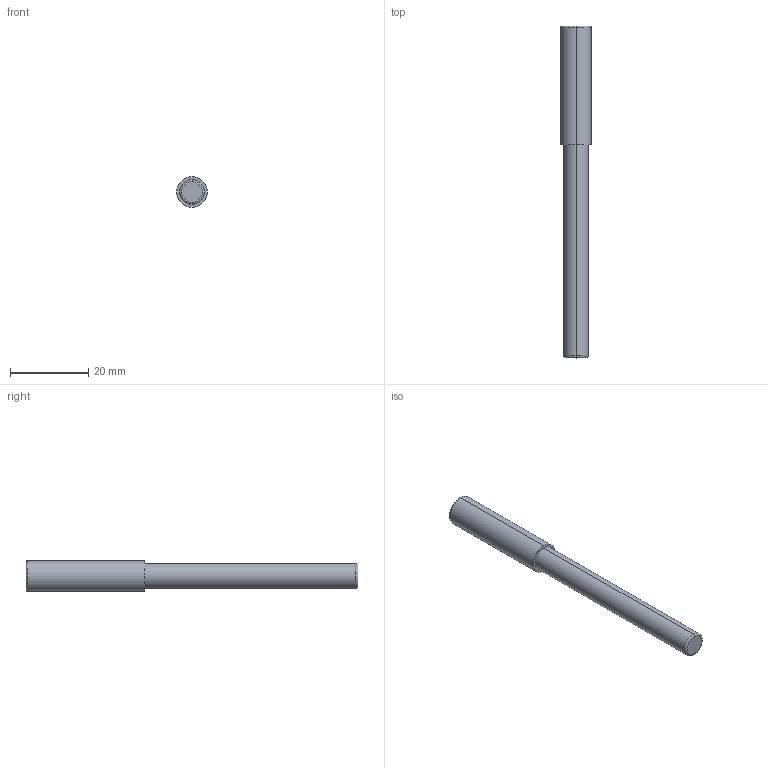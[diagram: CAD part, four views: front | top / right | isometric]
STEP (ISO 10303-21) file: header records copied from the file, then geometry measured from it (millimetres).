
FILE_DESCRIPTION (( 'STEP AP214' ), '1' );
FILE_NAME ('Charge well.STEP', '2024-09-02T20:26:16', ( '' ), ( '' ), 'SwSTEP 2.0', 'SolidWorks 2024', '' );
FILE_SCHEMA (( 'AUTOMOTIVE_DESIGN' ));
Length unit declared in the file: inch
Products named in the file (1): Charge well
Bounding box: 7.87 x 85.09 x 7.87 mm (x, y, z)
Volume: 1634.2 mm3; surface area: 3205.7 mm2
Topology: 1 solids, 1 shells, 17 faces, 34 edges, 19 vertices
Faces by surface type: cylinder 6, torus 4, cone 4, plane 3
Entity records: 459 total; most frequent: DIRECTION 90, CARTESIAN_POINT 69, ORIENTED_EDGE 64, AXIS2_PLACEMENT_3D 40, EDGE_CURVE 32, CIRCLE 22, VERTEX_POINT 19, EDGE_LOOP 19
